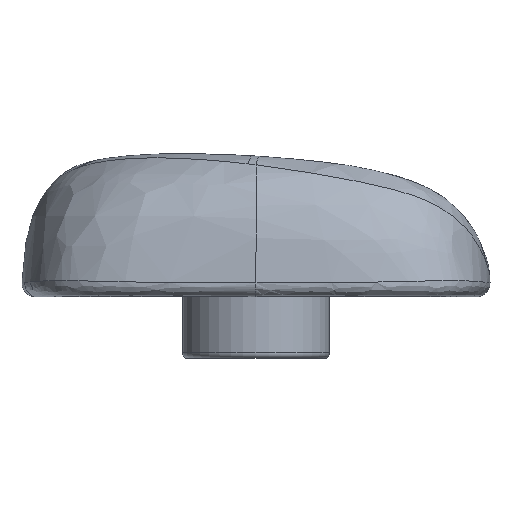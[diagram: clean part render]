
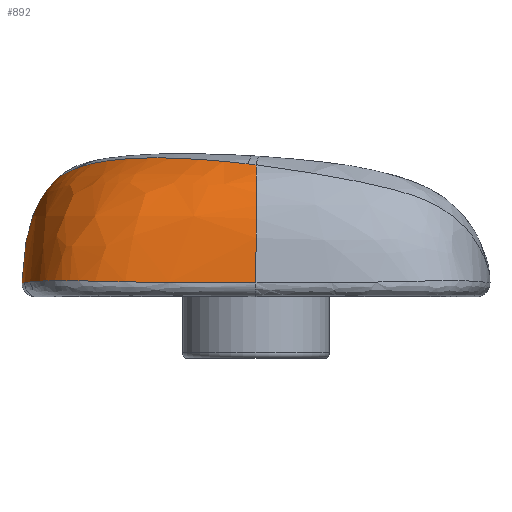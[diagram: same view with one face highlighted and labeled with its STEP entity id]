
A CAD part, left-side view. The second image highlights one B-rep face of the part: STEP entity #892.
In plain terms, the highlighted free-form (B-spline) face has degree [3, 3] with [8, 5] control points.
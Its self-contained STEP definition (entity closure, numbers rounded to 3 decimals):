
#15=(
BOUNDED_CURVE()
B_SPLINE_CURVE(5,(#5923,#5924,#5925,#5926,#5927,#5928,#5929,#5930),
 .UNSPECIFIED.,.F.,.F.)
B_SPLINE_CURVE_WITH_KNOTS((6,1,1,6),(0.045,0.2,0.4,0.503),
 .UNSPECIFIED.)
CURVE()
GEOMETRIC_REPRESENTATION_ITEM()
RATIONAL_B_SPLINE_CURVE((1.,1.,1.,1.,1.,1.,1.,1.))
REPRESENTATION_ITEM('')
);
#17=(
BOUNDED_CURVE()
B_SPLINE_CURVE(5,(#5994,#5995,#5996,#5997,#5998,#5999,#6000,#6001),
 .UNSPECIFIED.,.F.,.F.)
B_SPLINE_CURVE_WITH_KNOTS((6,1,1,6),(0.045,0.2,0.4,0.598),
 .UNSPECIFIED.)
CURVE()
GEOMETRIC_REPRESENTATION_ITEM()
RATIONAL_B_SPLINE_CURVE((1.,1.,1.,1.,1.,1.,1.,1.))
REPRESENTATION_ITEM('')
);
#27=B_SPLINE_SURFACE_WITH_KNOTS('',3,3,((#5953,#5954,#5955,#5956,#5957),
(#5958,#5959,#5960,#5961,#5962),(#5963,#5964,#5965,#5966,#5967),(#5968,
#5969,#5970,#5971,#5972),(#5973,#5974,#5975,#5976,#5977),(#5978,#5979,#5980,
#5981,#5982),(#5983,#5984,#5985,#5986,#5987),(#5988,#5989,#5990,#5991,#5992)),
 .UNSPECIFIED.,.F.,.F.,.F.,(4,1,1,1,1,4),(4,1,4),(0.,0.143,
0.286,0.571,0.857,1.),(0.045,
0.306,0.654),.UNSPECIFIED.);
#62=B_SPLINE_CURVE_WITH_KNOTS('',3,(#5570,#5571,#5572,#5573,#5574,#5575,
#5576,#5577,#5578,#5579,#5580,#5581,#5582),.UNSPECIFIED.,.F.,.F.,(4,1,1,
1,1,1,1,1,1,1,4),(-1.442,-1.236,-1.03,
-0.927,-0.824,-0.721,-0.618,
-0.515,-0.412,-0.206,0.),
 .UNSPECIFIED.);
#68=B_SPLINE_CURVE_WITH_KNOTS('',3,(#6003,#6004,#6005,#6006),
 .UNSPECIFIED.,.F.,.F.,(4,4),(-0.027,0.),.UNSPECIFIED.);
#69=B_SPLINE_CURVE_WITH_KNOTS('',3,(#6007,#6008,#6009,#6010,#6011,#6012,
#6013,#6014),.UNSPECIFIED.,.F.,.F.,(4,1,1,1,1,4),(-0.865,-0.741,
-0.618,-0.371,-0.124,0.),
 .UNSPECIFIED.);
#264=FACE_OUTER_BOUND('',#325,.T.);
#325=EDGE_LOOP('',(#798,#799,#800,#801,#802));
#437=VERTEX_POINT('',#5567);
#438=VERTEX_POINT('',#5569);
#441=VERTEX_POINT('',#5922);
#444=VERTEX_POINT('',#5993);
#445=VERTEX_POINT('',#6002);
#553=EDGE_CURVE('',#437,#438,#62,.T.);
#560=EDGE_CURVE('',#438,#441,#15,.T.);
#564=EDGE_CURVE('',#437,#444,#17,.T.);
#565=EDGE_CURVE('',#445,#444,#68,.T.);
#566=EDGE_CURVE('',#441,#445,#69,.T.);
#798=ORIENTED_EDGE('',*,*,#553,.F.);
#799=ORIENTED_EDGE('',*,*,#564,.T.);
#800=ORIENTED_EDGE('',*,*,#565,.F.);
#801=ORIENTED_EDGE('',*,*,#566,.F.);
#802=ORIENTED_EDGE('',*,*,#560,.F.);
#892=ADVANCED_FACE('',(#264),#27,.T.);
#5567=CARTESIAN_POINT('',(-8.742,0.,0.516));
#5569=CARTESIAN_POINT('',(0.,8.742,0.516));
#5570=CARTESIAN_POINT('Ctrl Pts',(-8.742,0.,
0.516));
#5571=CARTESIAN_POINT('Ctrl Pts',(-8.742,0.693,0.516));
#5572=CARTESIAN_POINT('Ctrl Pts',(-8.716,2.078,0.521));
#5573=CARTESIAN_POINT('Ctrl Pts',(-8.602,3.821,0.538));
#5574=CARTESIAN_POINT('Ctrl Pts',(-8.355,5.24,0.563));
#5575=CARTESIAN_POINT('Ctrl Pts',(-8.027,6.31,0.59));
#5576=CARTESIAN_POINT('Ctrl Pts',(-7.35,7.352,0.613));
#5577=CARTESIAN_POINT('Ctrl Pts',(-6.309,8.027,0.59));
#5578=CARTESIAN_POINT('Ctrl Pts',(-5.238,8.357,0.563));
#5579=CARTESIAN_POINT('Ctrl Pts',(-3.818,8.603,0.538));
#5580=CARTESIAN_POINT('Ctrl Pts',(-2.077,8.715,0.521));
#5581=CARTESIAN_POINT('Ctrl Pts',(-0.693,8.742,0.516));
#5582=CARTESIAN_POINT('Ctrl Pts',(0.,8.742,
0.516));
#5922=CARTESIAN_POINT('',(0.,7.451,4.399));
#5923=CARTESIAN_POINT('Ctrl Pts',(0.,8.742,
0.516));
#5924=CARTESIAN_POINT('Ctrl Pts',(0.,8.731,
0.861));
#5925=CARTESIAN_POINT('Ctrl Pts',(0.,8.683,
1.616));
#5926=CARTESIAN_POINT('Ctrl Pts',(0.,8.556,
2.49));
#5927=CARTESIAN_POINT('Ctrl Pts',(0.,8.325,
3.245));
#5928=CARTESIAN_POINT('Ctrl Pts',(0.,7.936,
3.893));
#5929=CARTESIAN_POINT('Ctrl Pts',(0.,7.582,
4.275));
#5930=CARTESIAN_POINT('Ctrl Pts',(0.,7.451,
4.399));
#5953=CARTESIAN_POINT('Ctrl Pts',(0.,8.742,
0.516));
#5954=CARTESIAN_POINT('Ctrl Pts',(0.,8.711,1.484));
#5955=CARTESIAN_POINT('Ctrl Pts',(0.,8.44,
3.402));
#5956=CARTESIAN_POINT('Ctrl Pts',(0.,7.415,
4.678));
#5957=CARTESIAN_POINT('Ctrl Pts',(0.,6.179,
5.195));
#5958=CARTESIAN_POINT('Ctrl Pts',(-0.913,8.742,0.516));
#5959=CARTESIAN_POINT('Ctrl Pts',(-0.869,8.711,1.484));
#5960=CARTESIAN_POINT('Ctrl Pts',(-0.772,8.44,3.402));
#5961=CARTESIAN_POINT('Ctrl Pts',(-0.63,7.415,4.678));
#5962=CARTESIAN_POINT('Ctrl Pts',(-0.508,6.179,5.195));
#5963=CARTESIAN_POINT('Ctrl Pts',(-2.748,8.702,0.516));
#5964=CARTESIAN_POINT('Ctrl Pts',(-2.636,8.658,1.484));
#5965=CARTESIAN_POINT('Ctrl Pts',(-2.357,8.363,3.402));
#5966=CARTESIAN_POINT('Ctrl Pts',(-1.914,7.323,4.678));
#5967=CARTESIAN_POINT('Ctrl Pts',(-1.541,6.094,5.195));
#5968=CARTESIAN_POINT('Ctrl Pts',(-5.874,8.368,0.516));
#5969=CARTESIAN_POINT('Ctrl Pts',(-5.701,8.271,1.484));
#5970=CARTESIAN_POINT('Ctrl Pts',(-5.191,7.864,3.402));
#5971=CARTESIAN_POINT('Ctrl Pts',(-4.259,6.768,4.678));
#5972=CARTESIAN_POINT('Ctrl Pts',(-3.445,5.591,5.195));
#5973=CARTESIAN_POINT('Ctrl Pts',(-8.128,7.119,0.516));
#5974=CARTESIAN_POINT('Ctrl Pts',(-7.993,6.946,1.484));
#5975=CARTESIAN_POINT('Ctrl Pts',(-7.502,6.391,3.402));
#5976=CARTESIAN_POINT('Ctrl Pts',(-6.358,5.294,4.678));
#5977=CARTESIAN_POINT('Ctrl Pts',(-5.218,4.302,5.195));
#5978=CARTESIAN_POINT('Ctrl Pts',(-8.674,3.699,0.516));
#5979=CARTESIAN_POINT('Ctrl Pts',(-8.625,3.552,1.484));
#5980=CARTESIAN_POINT('Ctrl Pts',(-8.319,3.177,3.402));
#5981=CARTESIAN_POINT('Ctrl Pts',(-7.274,2.573,4.678));
#5982=CARTESIAN_POINT('Ctrl Pts',(-6.05,2.068,5.195));
#5983=CARTESIAN_POINT('Ctrl Pts',(-8.742,0.913,0.516));
#5984=CARTESIAN_POINT('Ctrl Pts',(-8.711,0.87,1.484));
#5985=CARTESIAN_POINT('Ctrl Pts',(-8.44,0.772,3.402));
#5986=CARTESIAN_POINT('Ctrl Pts',(-7.415,0.627,4.678));
#5987=CARTESIAN_POINT('Ctrl Pts',(-6.179,0.508,5.195));
#5988=CARTESIAN_POINT('Ctrl Pts',(-8.742,0.,
0.516));
#5989=CARTESIAN_POINT('Ctrl Pts',(-8.711,0.,
1.484));
#5990=CARTESIAN_POINT('Ctrl Pts',(-8.44,0.,
3.402));
#5991=CARTESIAN_POINT('Ctrl Pts',(-7.415,0.,
4.678));
#5992=CARTESIAN_POINT('Ctrl Pts',(-6.179,0.,
5.195));
#5993=CARTESIAN_POINT('',(-6.723,0.,4.93));
#5994=CARTESIAN_POINT('Ctrl Pts',(-8.742,0.,
0.516));
#5995=CARTESIAN_POINT('Ctrl Pts',(-8.731,0.,
0.861));
#5996=CARTESIAN_POINT('Ctrl Pts',(-8.683,0.,
1.616));
#5997=CARTESIAN_POINT('Ctrl Pts',(-8.529,0.,
2.672));
#5998=CARTESIAN_POINT('Ctrl Pts',(-8.225,0.,
3.554));
#5999=CARTESIAN_POINT('Ctrl Pts',(-7.671,0.,
4.285));
#6000=CARTESIAN_POINT('Ctrl Pts',(-7.076,0.,
4.729));
#6001=CARTESIAN_POINT('Ctrl Pts',(-6.723,0.,
4.93));
#6002=CARTESIAN_POINT('',(-6.655,0.297,4.965));
#6003=CARTESIAN_POINT('Ctrl Pts',(-6.655,0.297,4.965));
#6004=CARTESIAN_POINT('Ctrl Pts',(-6.679,0.199,4.954));
#6005=CARTESIAN_POINT('Ctrl Pts',(-6.701,0.1,4.942));
#6006=CARTESIAN_POINT('Ctrl Pts',(-6.723,0.,
4.93));
#6007=CARTESIAN_POINT('Ctrl Pts',(0.,7.451,
4.399));
#6008=CARTESIAN_POINT('Ctrl Pts',(-0.468,7.451,4.399));
#6009=CARTESIAN_POINT('Ctrl Pts',(-1.393,7.238,4.565));
#6010=CARTESIAN_POINT('Ctrl Pts',(-3.215,6.258,5.021));
#6011=CARTESIAN_POINT('Ctrl Pts',(-5.126,4.34,5.247));
#6012=CARTESIAN_POINT('Ctrl Pts',(-6.145,2.098,5.15));
#6013=CARTESIAN_POINT('Ctrl Pts',(-6.544,0.755,5.018));
#6014=CARTESIAN_POINT('Ctrl Pts',(-6.655,0.297,4.965));
